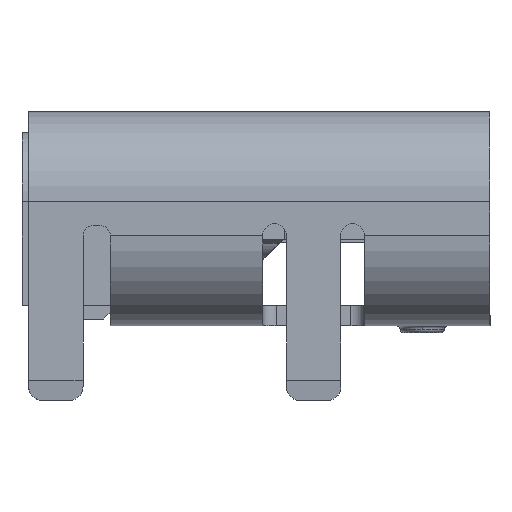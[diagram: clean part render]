
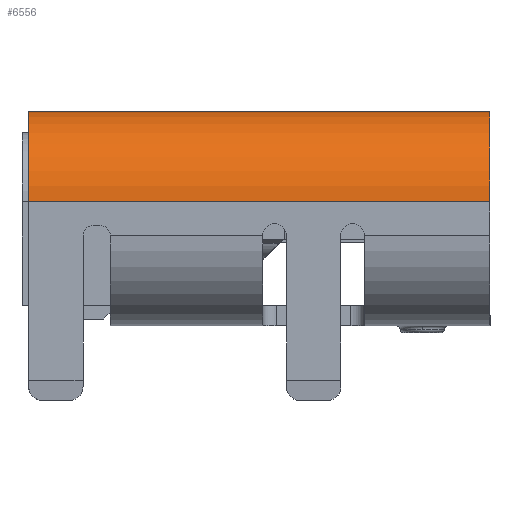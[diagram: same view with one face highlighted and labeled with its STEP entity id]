
A CAD part, left-side view. The second image highlights one B-rep face of the part: STEP entity #6556.
In plain terms, the highlighted cylindrical face has radius 1.33 mm (diameter 2.66 mm), a partial arc.
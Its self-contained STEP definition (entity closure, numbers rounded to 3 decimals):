
#3626 = VERTEX_POINT('',#3627);
#3627 = CARTESIAN_POINT('',(-3.14,0.375,3.26));
#3658 = VERTEX_POINT('',#3659);
#3659 = CARTESIAN_POINT('',(-4.47,0.375,1.93));
#3665 = EDGE_CURVE('',#3626,#3658,#3666,.T.);
#3666 = CIRCLE('',#3667,1.33);
#3667 = AXIS2_PLACEMENT_3D('',#3668,#3669,#3670);
#3668 = CARTESIAN_POINT('',(-3.14,0.375,1.93));
#3669 = DIRECTION('',(0.,-1.,0.));
#3670 = DIRECTION('',(-1.,0.,0.));
#4929 = VERTEX_POINT('',#4930);
#4930 = CARTESIAN_POINT('',(-4.47,-6.425,1.93));
#4961 = VERTEX_POINT('',#4962);
#4962 = CARTESIAN_POINT('',(-3.14,-6.425,3.26));
#4968 = EDGE_CURVE('',#4961,#4929,#4969,.T.);
#4969 = CIRCLE('',#4970,1.33);
#4970 = AXIS2_PLACEMENT_3D('',#4971,#4972,#4973);
#4971 = CARTESIAN_POINT('',(-3.14,-6.425,1.93));
#4972 = DIRECTION('',(0.,-1.,0.));
#4973 = DIRECTION('',(-1.,0.,0.));
#6556 = ADVANCED_FACE('',(#6557),#6573,.T.);
#6557 = FACE_BOUND('',#6558,.T.);
#6558 = EDGE_LOOP('',(#6559,#6565,#6566,#6572));
#6559 = ORIENTED_EDGE('',*,*,#6560,.T.);
#6560 = EDGE_CURVE('',#3658,#4929,#6561,.T.);
#6561 = LINE('',#6562,#6563);
#6562 = CARTESIAN_POINT('',(-4.47,0.375,1.93));
#6563 = VECTOR('',#6564,1.);
#6564 = DIRECTION('',(0.,-1.,0.));
#6565 = ORIENTED_EDGE('',*,*,#4968,.F.);
#6566 = ORIENTED_EDGE('',*,*,#6567,.F.);
#6567 = EDGE_CURVE('',#3626,#4961,#6568,.T.);
#6568 = LINE('',#6569,#6570);
#6569 = CARTESIAN_POINT('',(-3.14,0.375,3.26));
#6570 = VECTOR('',#6571,1.);
#6571 = DIRECTION('',(0.,-1.,0.));
#6572 = ORIENTED_EDGE('',*,*,#3665,.T.);
#6573 = CYLINDRICAL_SURFACE('',#6574,1.33);
#6574 = AXIS2_PLACEMENT_3D('',#6575,#6576,#6577);
#6575 = CARTESIAN_POINT('',(-3.14,0.375,1.93));
#6576 = DIRECTION('',(0.,-1.,0.));
#6577 = DIRECTION('',(1.,0.,0.));
